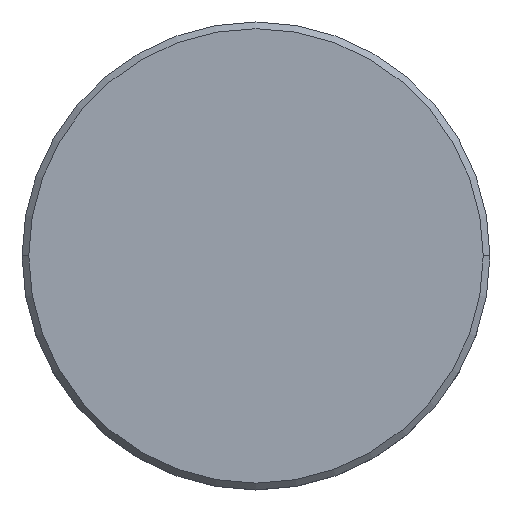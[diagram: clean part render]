
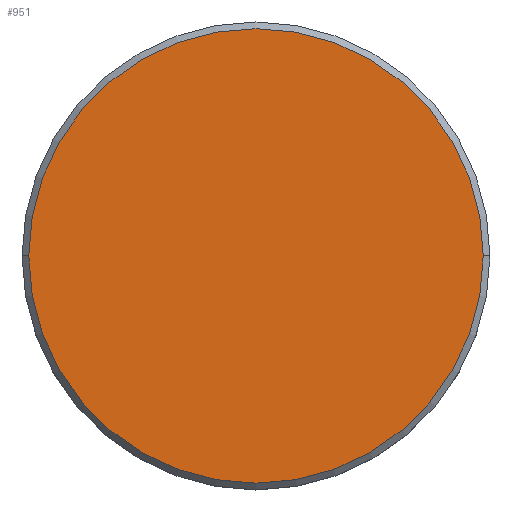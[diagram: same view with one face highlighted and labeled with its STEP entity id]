
A CAD part, top view. The second image highlights one B-rep face of the part: STEP entity #951.
In plain terms, the highlighted planar face has unit normal (0, 0, 1).
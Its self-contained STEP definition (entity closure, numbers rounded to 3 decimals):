
#52 = PLANE ( 'NONE',  #768 ) ;
#76 = VERTEX_POINT ( 'NONE', #997 ) ;
#101 = ORIENTED_EDGE ( 'NONE', *, *, #1008, .T. ) ;
#103 = AXIS2_PLACEMENT_3D ( 'NONE', #239, #312, #1146 ) ;
#139 = DIRECTION ( 'NONE',  ( 0., 0., 1. ) ) ;
#239 = CARTESIAN_POINT ( 'NONE',  ( 0., 0., 0. ) ) ;
#244 = DIRECTION ( 'NONE',  ( 0., 0., 1. ) ) ;
#252 = DIRECTION ( 'NONE',  ( 1., 0., 0. ) ) ;
#312 = DIRECTION ( 'NONE',  ( 0., 0., 1. ) ) ;
#325 = EDGE_CURVE ( 'NONE', #978, #76, #650, .T. ) ;
#347 = CARTESIAN_POINT ( 'NONE',  ( 0., 0., 0. ) ) ;
#399 = DIRECTION ( 'NONE',  ( 1., 0., 0. ) ) ;
#487 = CIRCLE ( 'NONE', #103, 17. ) ;
#494 = FACE_OUTER_BOUND ( 'NONE', #741, .T. ) ;
#650 = CIRCLE ( 'NONE', #1000, 17. ) ;
#741 = EDGE_LOOP ( 'NONE', ( #101, #1073 ) ) ;
#768 = AXIS2_PLACEMENT_3D ( 'NONE', #869, #139, #399 ) ;
#771 = CARTESIAN_POINT ( 'NONE',  ( 17., 0., 0. ) ) ;
#869 = CARTESIAN_POINT ( 'NONE',  ( 0., 0., 0. ) ) ;
#951 = ADVANCED_FACE ( 'NONE', ( #494 ), #52, .T. ) ;
#978 = VERTEX_POINT ( 'NONE', #771 ) ;
#997 = CARTESIAN_POINT ( 'NONE',  ( -17., 0., 0. ) ) ;
#1000 = AXIS2_PLACEMENT_3D ( 'NONE', #347, #244, #252 ) ;
#1008 = EDGE_CURVE ( 'NONE', #76, #978, #487, .T. ) ;
#1073 = ORIENTED_EDGE ( 'NONE', *, *, #325, .T. ) ;
#1146 = DIRECTION ( 'NONE',  ( 1., 0., 0. ) ) ;
